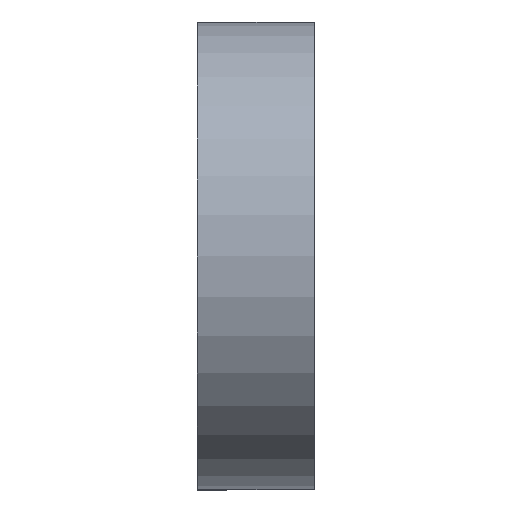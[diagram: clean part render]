
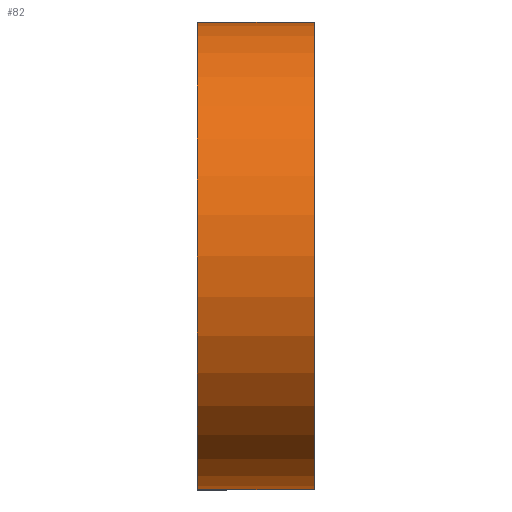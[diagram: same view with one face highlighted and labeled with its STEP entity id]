
A CAD part, left-side view. The second image highlights one B-rep face of the part: STEP entity #82.
In plain terms, the highlighted cylindrical face has radius 4 mm (diameter 8 mm), a partial arc.
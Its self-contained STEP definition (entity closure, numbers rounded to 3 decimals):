
#8 = CARTESIAN_POINT ( 'NONE',  ( -61., 2., -4. ) ) ;
#15 = CARTESIAN_POINT ( 'NONE',  ( -61., 0., 0. ) ) ;
#27 = DIRECTION ( 'NONE',  ( 0., -1., 0. ) ) ;
#68 = EDGE_CURVE ( 'NONE', #79, #561, #517, .T. ) ;
#72 = CARTESIAN_POINT ( 'NONE',  ( -61., 2., 0. ) ) ;
#79 = VERTEX_POINT ( 'NONE', #275 ) ;
#82 = ADVANCED_FACE ( 'NONE', ( #793 ), #216, .T. ) ;
#96 = DIRECTION ( 'NONE',  ( 0., 0., -1. ) ) ;
#132 = ORIENTED_EDGE ( 'NONE', *, *, #454, .F. ) ;
#154 = DIRECTION ( 'NONE',  ( 0., -1., 0. ) ) ;
#174 = ORIENTED_EDGE ( 'NONE', *, *, #328, .T. ) ;
#175 = CARTESIAN_POINT ( 'NONE',  ( -61., 0., 4. ) ) ;
#216 = CYLINDRICAL_SURFACE ( 'NONE', #232, 4. ) ;
#222 = CARTESIAN_POINT ( 'NONE',  ( -61., 2., 0. ) ) ;
#232 = AXIS2_PLACEMENT_3D ( 'NONE', #72, #154, #96 ) ;
#254 = CARTESIAN_POINT ( 'NONE',  ( -61., 2., 4. ) ) ;
#275 = CARTESIAN_POINT ( 'NONE',  ( -61., 2., -4. ) ) ;
#328 = EDGE_CURVE ( 'NONE', #561, #688, #563, .T. ) ;
#339 = CARTESIAN_POINT ( 'NONE',  ( -61., 2., 4. ) ) ;
#344 = ORIENTED_EDGE ( 'NONE', *, *, #68, .T. ) ;
#349 = DIRECTION ( 'NONE',  ( 0., -1., 0. ) ) ;
#379 = DIRECTION ( 'NONE',  ( 0., 0., 1. ) ) ;
#392 = EDGE_LOOP ( 'NONE', ( #174, #611, #132, #344 ) ) ;
#431 = VECTOR ( 'NONE', #349, 1000. ) ;
#454 = EDGE_CURVE ( 'NONE', #79, #785, #784, .T. ) ;
#461 = DIRECTION ( 'NONE',  ( 0., 1., 0. ) ) ;
#502 = AXIS2_PLACEMENT_3D ( 'NONE', #222, #778, #379 ) ;
#517 = LINE ( 'NONE', #8, #547 ) ;
#524 = DIRECTION ( 'NONE',  ( 0., 0., 1. ) ) ;
#547 = VECTOR ( 'NONE', #27, 1000. ) ;
#561 = VERTEX_POINT ( 'NONE', #572 ) ;
#563 = CIRCLE ( 'NONE', #698, 4. ) ;
#572 = CARTESIAN_POINT ( 'NONE',  ( -61., 0., -4. ) ) ;
#611 = ORIENTED_EDGE ( 'NONE', *, *, #733, .F. ) ;
#688 = VERTEX_POINT ( 'NONE', #175 ) ;
#698 = AXIS2_PLACEMENT_3D ( 'NONE', #15, #461, #524 ) ;
#733 = EDGE_CURVE ( 'NONE', #785, #688, #748, .T. ) ;
#748 = LINE ( 'NONE', #254, #431 ) ;
#778 = DIRECTION ( 'NONE',  ( 0., 1., 0. ) ) ;
#784 = CIRCLE ( 'NONE', #502, 4. ) ;
#785 = VERTEX_POINT ( 'NONE', #339 ) ;
#793 = FACE_OUTER_BOUND ( 'NONE', #392, .T. ) ;
